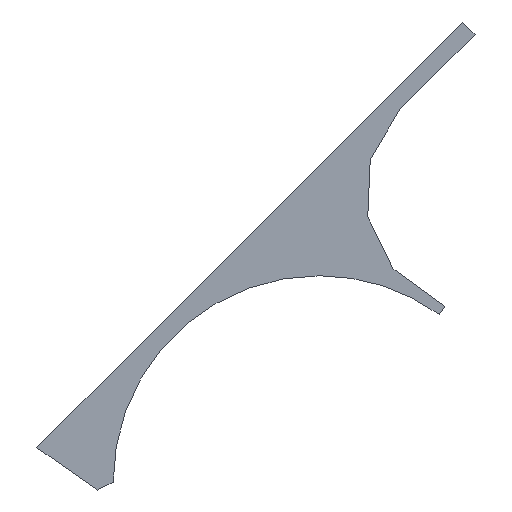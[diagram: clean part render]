
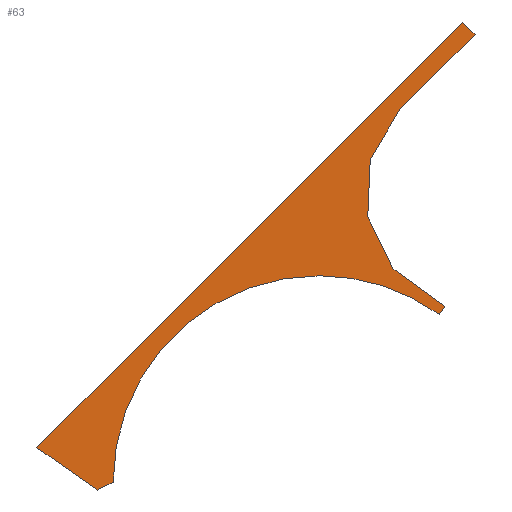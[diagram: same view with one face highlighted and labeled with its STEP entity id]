
A CAD part, left-side view. The second image highlights one B-rep face of the part: STEP entity #63.
In plain terms, the highlighted planar face has unit normal (-1, 0, 0).
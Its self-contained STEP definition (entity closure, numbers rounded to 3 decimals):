
#63=ADVANCED_FACE('',(#121),#122,.T.);
#121=FACE_OUTER_BOUND('',#171,.T.);
#122=PLANE('',#172);
#171=EDGE_LOOP('',(#275,#276,#277,#278,#279,#280,#281,#282,#283,#284,#285,#286));
#172=AXIS2_PLACEMENT_3D('',#287,#288,#289);
#275=ORIENTED_EDGE('',*,*,#308,.F.);
#276=ORIENTED_EDGE('',*,*,#353,.F.);
#277=ORIENTED_EDGE('',*,*,#349,.F.);
#278=ORIENTED_EDGE('',*,*,#345,.F.);
#279=ORIENTED_EDGE('',*,*,#341,.F.);
#280=ORIENTED_EDGE('',*,*,#337,.F.);
#281=ORIENTED_EDGE('',*,*,#333,.F.);
#282=ORIENTED_EDGE('',*,*,#329,.F.);
#283=ORIENTED_EDGE('',*,*,#325,.F.);
#284=ORIENTED_EDGE('',*,*,#321,.F.);
#285=ORIENTED_EDGE('',*,*,#317,.F.);
#286=ORIENTED_EDGE('',*,*,#313,.F.);
#287=CARTESIAN_POINT('',(0.0,2.899,0.886));
#288=DIRECTION('',(-1.0,0.0,0.0));
#289=DIRECTION('',(0.0,-1.0,0.0));
#308=EDGE_CURVE('',#359,#360,#361,.T.);
#313=EDGE_CURVE('',#360,#368,#369,.T.);
#317=EDGE_CURVE('',#368,#374,#375,.T.);
#321=EDGE_CURVE('',#374,#380,#381,.T.);
#325=EDGE_CURVE('',#380,#386,#387,.T.);
#329=EDGE_CURVE('',#386,#392,#393,.T.);
#333=EDGE_CURVE('',#392,#398,#399,.T.);
#337=EDGE_CURVE('',#398,#404,#405,.T.);
#341=EDGE_CURVE('',#404,#410,#411,.T.);
#345=EDGE_CURVE('',#410,#416,#417,.T.);
#349=EDGE_CURVE('',#416,#422,#423,.T.);
#353=EDGE_CURVE('',#422,#359,#428,.T.);
#359=VERTEX_POINT('',#434);
#360=VERTEX_POINT('',#435);
#361=LINE('',#436,#437);
#368=VERTEX_POINT('',#447);
#369=LINE('',#448,#449);
#374=VERTEX_POINT('',#456);
#375=LINE('',#457,#458);
#380=VERTEX_POINT('',#465);
#381=LINE('',#466,#467);
#386=VERTEX_POINT('',#474);
#387=LINE('',#475,#476);
#392=VERTEX_POINT('',#483);
#393=LINE('',#484,#485);
#398=VERTEX_POINT('',#492);
#399=LINE('',#493,#494);
#404=VERTEX_POINT('',#501);
#405=LINE('',#502,#503);
#410=VERTEX_POINT('',#510);
#411=LINE('',#511,#512);
#416=VERTEX_POINT('',#519);
#417=LINE('',#520,#521);
#422=VERTEX_POINT('',#528);
#423=CIRCLE('',#529,14.);
#428=CIRCLE('',#535,14.);
#434=CARTESIAN_POINT('',(0.0,14.,-14.034));
#435=CARTESIAN_POINT('',(0.0,15.076,-14.567));
#436=CARTESIAN_POINT('',(0.0,14.,-14.034));
#437=VECTOR('',#540,1.0);
#447=CARTESIAN_POINT('',(0.0,19.186,-11.69));
#448=CARTESIAN_POINT('',(0.0,15.076,-14.567));
#449=VECTOR('',#544,1.0);
#456=CARTESIAN_POINT('',(0.0,-9.758,17.254));
#457=CARTESIAN_POINT('',(0.0,19.186,-11.69));
#458=VECTOR('',#547,1.0);
#465=CARTESIAN_POINT('',(0.0,-10.607,16.406));
#466=CARTESIAN_POINT('',(0.0,-9.758,17.254));
#467=VECTOR('',#550,1.0);
#474=CARTESIAN_POINT('',(0.0,-5.485,11.284));
#475=CARTESIAN_POINT('',(0.0,-10.607,16.406));
#476=VECTOR('',#553,1.0);
#483=CARTESIAN_POINT('',(0.0,-3.477,7.917));
#484=CARTESIAN_POINT('',(0.0,-5.485,11.284));
#485=VECTOR('',#556,1.);
#492=CARTESIAN_POINT('',(0.0,-3.31,4.));
#493=CARTESIAN_POINT('',(0.0,-3.477,7.917));
#494=VECTOR('',#559,1.0);
#501=CARTESIAN_POINT('',(0.0,-5.024,0.474));
#502=CARTESIAN_POINT('',(0.0,-3.31,4.));
#503=VECTOR('',#562,1.0);
#510=CARTESIAN_POINT('',(0.0,-8.558,-2.067));
#511=CARTESIAN_POINT('',(0.0,-5.024,0.474));
#512=VECTOR('',#565,1.0);
#519=CARTESIAN_POINT('',(0.0,-8.159,-2.623));
#520=CARTESIAN_POINT('',(0.0,-8.558,-2.067));
#521=VECTOR('',#568,1.0);
#528=CARTESIAN_POINT('',(0.0,0.,0.0));
#529=AXIS2_PLACEMENT_3D('',#571,#572,#573);
#535=AXIS2_PLACEMENT_3D('',#578,#579,#580);
#540=DIRECTION('',(-0.0,0.896,-0.444));
#544=DIRECTION('',(0.0,0.819,0.574));
#547=DIRECTION('',(0.0,-0.707,0.707));
#550=DIRECTION('',(0.0,-0.707,-0.707));
#553=DIRECTION('',(-0.0,0.707,-0.707));
#556=DIRECTION('',(-0.0,0.512,-0.859));
#559=DIRECTION('',(-0.0,0.043,-0.999));
#562=DIRECTION('',(0.0,-0.437,-0.899));
#565=DIRECTION('',(0.0,-0.812,-0.584));
#568=DIRECTION('',(-0.0,0.583,-0.813));
#571=CARTESIAN_POINT('',(0.0,0.,-14.));
#572=DIRECTION('',(-1.0,0.0,0.0));
#573=DIRECTION('',(0.0,-0.583,0.813));
#578=CARTESIAN_POINT('',(0.0,0.,-14.));
#579=DIRECTION('',(-1.0,0.0,0.0));
#580=DIRECTION('',(0.0,0.,1.0));
